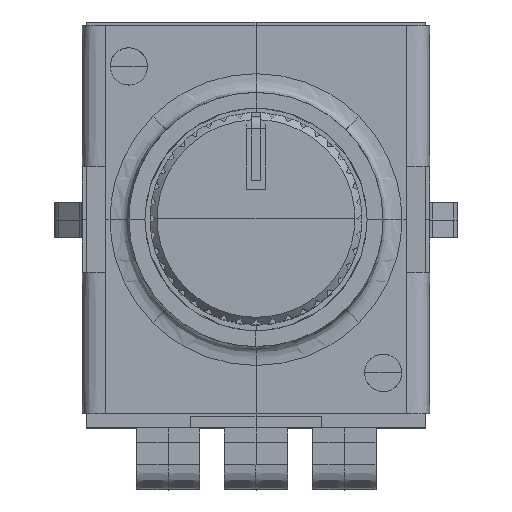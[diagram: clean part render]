
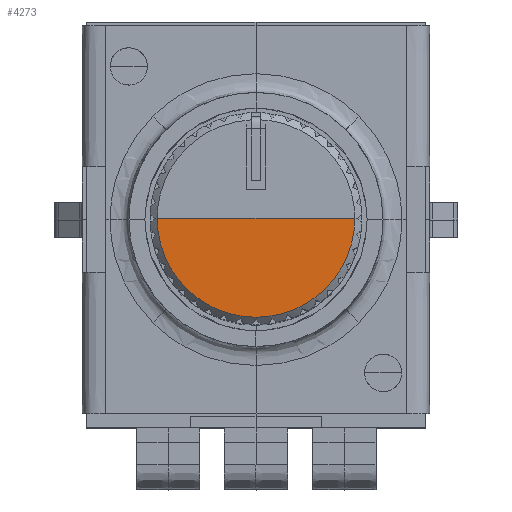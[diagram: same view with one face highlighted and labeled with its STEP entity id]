
A CAD part, top view. The second image highlights one B-rep face of the part: STEP entity #4273.
In plain terms, the highlighted planar face has unit normal (0, 0, 1).
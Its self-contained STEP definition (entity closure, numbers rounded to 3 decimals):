
#4273 = ADVANCED_FACE('',(#4274),#4328,.F.);
#4274 = FACE_BOUND('',#4275,.T.);
#4275 = EDGE_LOOP('',(#4276,#4286,#4295,#4304,#4313,#4322));
#4276 = ORIENTED_EDGE('',*,*,#4277,.T.);
#4277 = EDGE_CURVE('',#4278,#4280,#4282,.T.);
#4278 = VERTEX_POINT('',#4279);
#4279 = CARTESIAN_POINT('',(0.,0.,25.219));
#4280 = VERTEX_POINT('',#4281);
#4281 = CARTESIAN_POINT('',(-2.8,0.,
    25.219));
#4282 = LINE('',#4283,#4284);
#4283 = CARTESIAN_POINT('',(0.,0.,25.219));
#4284 = VECTOR('',#4285,1.);
#4285 = DIRECTION('',(-1.,0.,0.));
#4286 = ORIENTED_EDGE('',*,*,#4287,.T.);
#4287 = EDGE_CURVE('',#4280,#4288,#4290,.T.);
#4288 = VERTEX_POINT('',#4289);
#4289 = CARTESIAN_POINT('',(-1.98,-1.98,
    25.219));
#4290 = B_SPLINE_CURVE_WITH_KNOTS('',3,(#4291,#4292,#4293,#4294),
  .UNSPECIFIED.,.F.,.F.,(4,4),(0.,0.221),
  .PIECEWISE_BEZIER_KNOTS.);
#4291 = CARTESIAN_POINT('',(-2.8,0.,
    25.219));
#4292 = CARTESIAN_POINT('',(-2.8,-0.733,
    25.219));
#4293 = CARTESIAN_POINT('',(-2.498,-1.462,
    25.219));
#4294 = CARTESIAN_POINT('',(-1.98,-1.98,
    25.219));
#4295 = ORIENTED_EDGE('',*,*,#4296,.T.);
#4296 = EDGE_CURVE('',#4288,#4297,#4299,.T.);
#4297 = VERTEX_POINT('',#4298);
#4298 = CARTESIAN_POINT('',(0.,-2.8,
    25.219));
#4299 = B_SPLINE_CURVE_WITH_KNOTS('',3,(#4300,#4301,#4302,#4303),
  .UNSPECIFIED.,.F.,.F.,(4,4),(0.,0.221),
  .PIECEWISE_BEZIER_KNOTS.);
#4300 = CARTESIAN_POINT('',(-1.98,-1.98,
    25.219));
#4301 = CARTESIAN_POINT('',(-1.462,-2.498,25.219)
  );
#4302 = CARTESIAN_POINT('',(-0.733,-2.8,
    25.219));
#4303 = CARTESIAN_POINT('',(0.,-2.8,
    25.219));
#4304 = ORIENTED_EDGE('',*,*,#4305,.T.);
#4305 = EDGE_CURVE('',#4297,#4306,#4308,.T.);
#4306 = VERTEX_POINT('',#4307);
#4307 = CARTESIAN_POINT('',(1.98,-1.98,25.219
    ));
#4308 = B_SPLINE_CURVE_WITH_KNOTS('',3,(#4309,#4310,#4311,#4312),
  .UNSPECIFIED.,.F.,.F.,(4,4),(0.,0.221),
  .PIECEWISE_BEZIER_KNOTS.);
#4309 = CARTESIAN_POINT('',(0.,-2.8,
    25.219));
#4310 = CARTESIAN_POINT('',(0.733,-2.8,25.219
    ));
#4311 = CARTESIAN_POINT('',(1.462,-2.498,25.219
    ));
#4312 = CARTESIAN_POINT('',(1.98,-1.98,25.219
    ));
#4313 = ORIENTED_EDGE('',*,*,#4314,.T.);
#4314 = EDGE_CURVE('',#4306,#4315,#4317,.T.);
#4315 = VERTEX_POINT('',#4316);
#4316 = CARTESIAN_POINT('',(2.8,0.,
    25.219));
#4317 = B_SPLINE_CURVE_WITH_KNOTS('',3,(#4318,#4319,#4320,#4321),
  .UNSPECIFIED.,.F.,.F.,(4,4),(0.,0.221),
  .PIECEWISE_BEZIER_KNOTS.);
#4318 = CARTESIAN_POINT('',(1.98,-1.98,25.219
    ));
#4319 = CARTESIAN_POINT('',(2.498,-1.462,25.219)
  );
#4320 = CARTESIAN_POINT('',(2.8,-0.733,25.219
    ));
#4321 = CARTESIAN_POINT('',(2.8,0.,25.219));
#4322 = ORIENTED_EDGE('',*,*,#4323,.T.);
#4323 = EDGE_CURVE('',#4315,#4278,#4324,.T.);
#4324 = LINE('',#4325,#4326);
#4325 = CARTESIAN_POINT('',(2.8,0.,
    25.219));
#4326 = VECTOR('',#4327,1.);
#4327 = DIRECTION('',(-1.,0.,0.));
#4328 = PLANE('',#4329);
#4329 = AXIS2_PLACEMENT_3D('',#4330,#4331,#4332);
#4330 = CARTESIAN_POINT('',(0.,0.,25.219));
#4331 = DIRECTION('',(0.,0.,-1.));
#4332 = DIRECTION('',(-1.,0.,0.));
